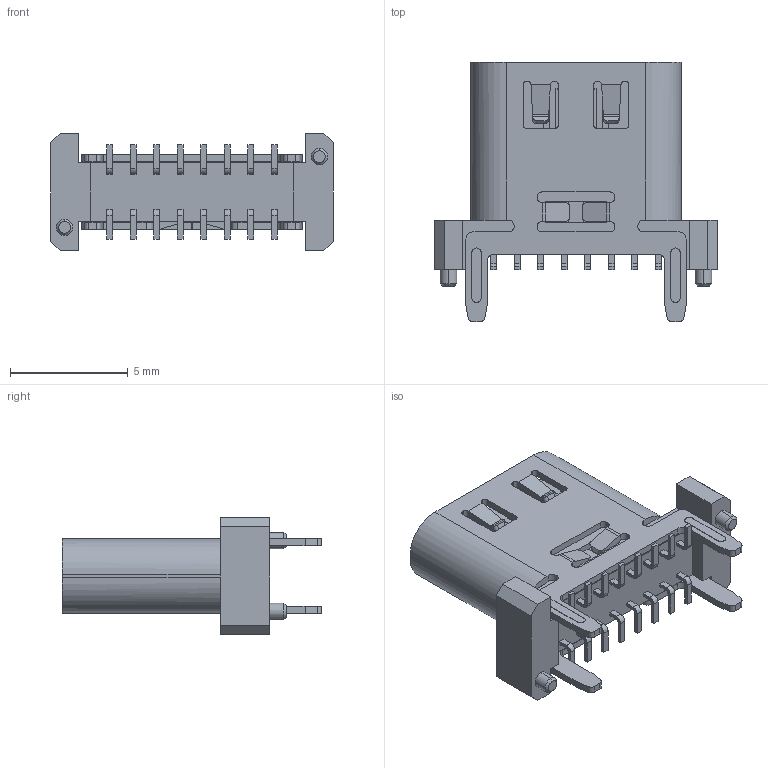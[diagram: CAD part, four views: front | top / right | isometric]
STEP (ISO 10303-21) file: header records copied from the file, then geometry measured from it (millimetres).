
FILE_DESCRIPTION((''),'2;1');
FILE_NAME('PRT0001','2025-02-28T08:21:16',('Administrator'),(''),'CREO PARAMETRIC BY PTC INC, 2020154','CREO PARAMETRIC BY PTC INC, 2020154','');
FILE_SCHEMA(('AUTOMOTIVE_DESIGN { 1 0 10303 214 1 1 1 1 }'));
Length unit declared in the file: millimetre
Products named in the file (1): PRT0001
Bounding box: 12 x 11 x 5 mm (x, y, z)
Volume: 176.2 mm3; surface area: 622 mm2
Topology: 1 solids, 1 shells, 670 faces, 1879 edges, 1230 vertices
Faces by surface type: plane 460, cylinder 178, torus 20, cone 12
Entity records: 24195 total; most frequent: CARTESIAN_POINT 3921, ORIENTED_EDGE 3758, DIRECTION 3567, EDGE_CURVE 1879, VECTOR 1451, LINE 1451, VERTEX_POINT 1230, AXIS2_PLACEMENT_3D 1058
